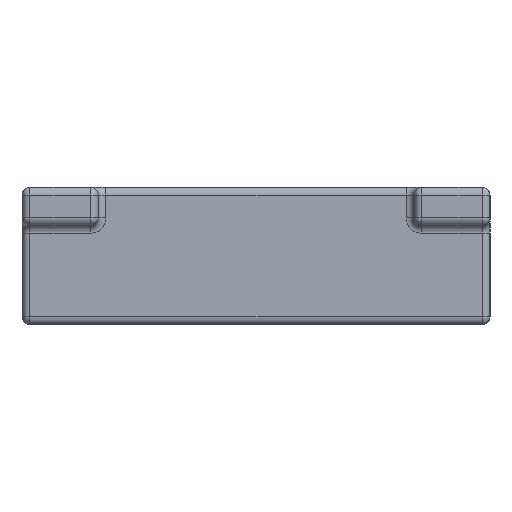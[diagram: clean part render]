
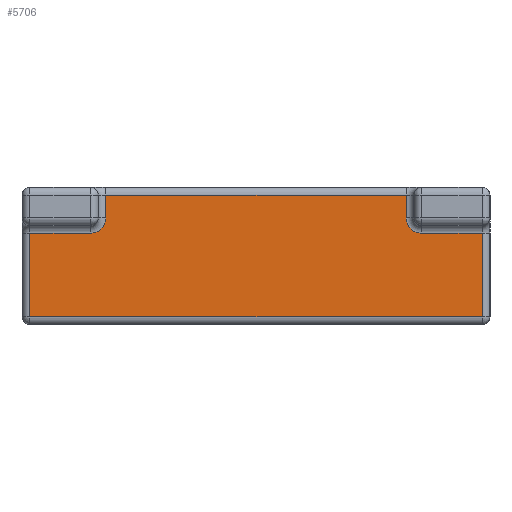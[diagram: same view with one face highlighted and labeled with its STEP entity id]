
A CAD part, left-side view. The second image highlights one B-rep face of the part: STEP entity #5706.
In plain terms, the highlighted planar face has unit normal (-1, 0, 0).
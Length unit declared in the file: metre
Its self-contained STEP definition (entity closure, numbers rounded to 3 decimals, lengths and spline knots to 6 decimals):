
#254=CIRCLE('',#6092,0.00254);
#255=CIRCLE('',#6093,0.00254);
#785=ORIENTED_EDGE('',*,*,#2547,.F.);
#786=ORIENTED_EDGE('',*,*,#2548,.T.);
#787=ORIENTED_EDGE('',*,*,#2549,.T.);
#788=ORIENTED_EDGE('',*,*,#2550,.T.);
#789=ORIENTED_EDGE('',*,*,#2551,.F.);
#790=ORIENTED_EDGE('',*,*,#2552,.T.);
#791=ORIENTED_EDGE('',*,*,#2553,.T.);
#792=ORIENTED_EDGE('',*,*,#2554,.T.);
#793=ORIENTED_EDGE('',*,*,#2555,.T.);
#794=ORIENTED_EDGE('',*,*,#2556,.T.);
#2547=EDGE_CURVE('',#3428,#3429,#254,.T.);
#2548=EDGE_CURVE('',#3428,#3430,#3894,.T.);
#2549=EDGE_CURVE('',#3430,#3431,#3895,.T.);
#2550=EDGE_CURVE('',#3431,#3432,#3896,.F.);
#2551=EDGE_CURVE('',#3433,#3432,#255,.T.);
#2552=EDGE_CURVE('',#3433,#3434,#3897,.T.);
#2553=EDGE_CURVE('',#3434,#3435,#3898,.T.);
#2554=EDGE_CURVE('',#3435,#3436,#3899,.F.);
#2555=EDGE_CURVE('',#3436,#3437,#3900,.F.);
#2556=EDGE_CURVE('',#3437,#3429,#3901,.F.);
#3428=VERTEX_POINT('',#8597);
#3429=VERTEX_POINT('',#8598);
#3430=VERTEX_POINT('',#8600);
#3431=VERTEX_POINT('',#8602);
#3432=VERTEX_POINT('',#8604);
#3433=VERTEX_POINT('',#8606);
#3434=VERTEX_POINT('',#8608);
#3435=VERTEX_POINT('',#8610);
#3436=VERTEX_POINT('',#8612);
#3437=VERTEX_POINT('',#8614);
#3894=LINE('',#8599,#4397);
#3895=LINE('',#8601,#4398);
#3896=LINE('',#8603,#4399);
#3897=LINE('',#8607,#4400);
#3898=LINE('',#8609,#4401);
#3899=LINE('',#8611,#4402);
#3900=LINE('',#8613,#4403);
#3901=LINE('',#8615,#4404);
#4397=VECTOR('',#6699,1.);
#4398=VECTOR('',#6700,1.);
#4399=VECTOR('',#6701,1.);
#4400=VECTOR('',#6704,1.);
#4401=VECTOR('',#6705,1.);
#4402=VECTOR('',#6706,1.);
#4403=VECTOR('',#6707,1.);
#4404=VECTOR('',#6708,1.);
#4827=EDGE_LOOP('',(#785,#786,#787,#788,#789,#790,#791,#792,#793,#794));
#5210=FACE_BOUND('',#4827,.T.);
#5576=PLANE('',#6091);
#5706=ADVANCED_FACE('',(#5210),#5576,.T.);
#6091=AXIS2_PLACEMENT_3D('',#8595,#6695,#6696);
#6092=AXIS2_PLACEMENT_3D('',#8596,#6697,#6698);
#6093=AXIS2_PLACEMENT_3D('',#8605,#6702,#6703);
#6695=DIRECTION('',(-1.,0.,0.));
#6696=DIRECTION('',(0.,-1.,0.));
#6697=DIRECTION('',(-1.,0.,0.));
#6698=DIRECTION('',(0.,-1.,0.));
#6699=DIRECTION('',(0.,0.,1.));
#6700=DIRECTION('',(0.,1.,0.));
#6701=DIRECTION('',(0.,0.,1.));
#6702=DIRECTION('',(-1.,0.,0.));
#6703=DIRECTION('',(0.,-1.,0.));
#6704=DIRECTION('',(0.,1.,0.));
#6705=DIRECTION('',(0.,0.,-1.));
#6706=DIRECTION('',(0.,1.,0.));
#6707=DIRECTION('',(0.,0.,-1.));
#6708=DIRECTION('',(0.,-1.,0.));
#8595=CARTESIAN_POINT('',(-0.080391,-0.003175,0.02286));
#8596=CARTESIAN_POINT('',(-0.080391,-0.027559,0.01778));
#8597=CARTESIAN_POINT('',(-0.080391,-0.025019,0.01778));
#8598=CARTESIAN_POINT('',(-0.080391,-0.027559,0.01524));
#8599=CARTESIAN_POINT('',(-0.080391,-0.025019,0.02286));
#8600=CARTESIAN_POINT('',(-0.080391,-0.025019,0.02159));
#8601=CARTESIAN_POINT('',(-0.080391,-0.003175,0.02159));
#8602=CARTESIAN_POINT('',(-0.080391,0.025019,0.02159));
#8603=CARTESIAN_POINT('',(-0.080391,0.025019,0.02286));
#8604=CARTESIAN_POINT('',(-0.080391,0.025019,0.01778));
#8605=CARTESIAN_POINT('',(-0.080391,0.027559,0.01778));
#8606=CARTESIAN_POINT('',(-0.080391,0.027559,0.01524));
#8607=CARTESIAN_POINT('',(-0.080391,0.038989,0.01524));
#8608=CARTESIAN_POINT('',(-0.080391,0.037719,0.01524));
#8609=CARTESIAN_POINT('',(-0.080391,0.037719,0.02286));
#8610=CARTESIAN_POINT('',(-0.080391,0.037719,0.00127));
#8611=CARTESIAN_POINT('',(-0.080391,-0.038989,0.00127));
#8612=CARTESIAN_POINT('',(-0.080391,-0.037719,0.00127));
#8613=CARTESIAN_POINT('',(-0.080391,-0.037719,0.02286));
#8614=CARTESIAN_POINT('',(-0.080391,-0.037719,0.01524));
#8615=CARTESIAN_POINT('',(-0.080391,-0.003175,0.01524));
